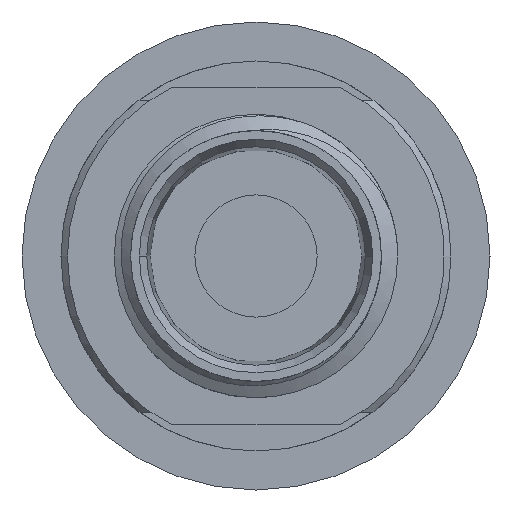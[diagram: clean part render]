
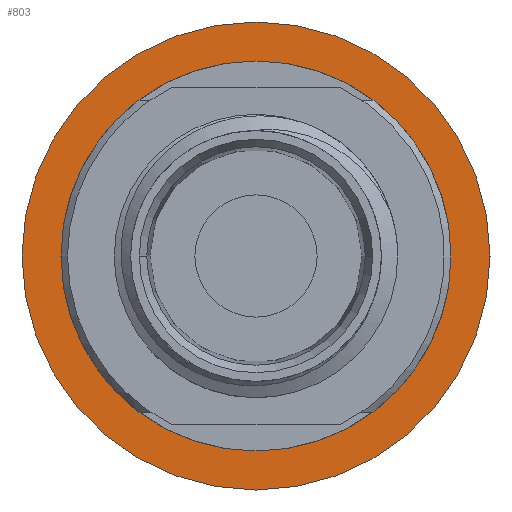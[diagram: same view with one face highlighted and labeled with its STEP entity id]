
A CAD part, left-side view. The second image highlights one B-rep face of the part: STEP entity #803.
In plain terms, the highlighted planar face has unit normal (-1, 0, 0).
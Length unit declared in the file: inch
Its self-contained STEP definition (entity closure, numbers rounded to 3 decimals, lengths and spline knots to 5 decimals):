
#34 = CARTESIAN_POINT ( 'NONE',  ( 0., 0.12598, 0. ) ) ;
#468 = ORIENTED_EDGE ( 'NONE', *, *, #1410, .T. ) ;
#708 = VERTEX_POINT ( 'NONE', #4658 ) ;
#746 = VERTEX_POINT ( 'NONE', #2088 ) ;
#803 = ADVANCED_FACE ( 'NONE', ( #5687, #2119 ), #2448, .T. ) ;
#888 = ORIENTED_EDGE ( 'NONE', *, *, #909, .T. ) ;
#909 = EDGE_CURVE ( 'NONE', #746, #1237, #1729, .T. ) ;
#1237 = VERTEX_POINT ( 'NONE', #34 ) ;
#1284 = ORIENTED_EDGE ( 'NONE', *, *, #4001, .T. ) ;
#1285 = AXIS2_PLACEMENT_3D ( 'NONE', #3487, #1761, #4914 ) ;
#1304 = CARTESIAN_POINT ( 'NONE',  ( 0., 0., 0. ) ) ;
#1410 = EDGE_CURVE ( 'NONE', #1237, #708, #2841, .T. ) ;
#1663 = EDGE_CURVE ( 'NONE', #3572, #2378, #3122, .T. ) ;
#1729 = CIRCLE ( 'NONE', #5555, 0.12598 ) ;
#1761 = DIRECTION ( 'NONE',  ( -1., 0., 0. ) ) ;
#1900 = CARTESIAN_POINT ( 'NONE',  ( 0., 0.35433, 0. ) ) ;
#2065 = CARTESIAN_POINT ( 'NONE',  ( 0., 0., 0. ) ) ;
#2088 = CARTESIAN_POINT ( 'NONE',  ( 0., 0., -0.12598 ) ) ;
#2119 = FACE_OUTER_BOUND ( 'NONE', #3225, .T. ) ;
#2142 = EDGE_LOOP ( 'NONE', ( #1284, #888, #468 ) ) ;
#2205 = DIRECTION ( 'NONE',  ( 1., 0., 0. ) ) ;
#2378 = VERTEX_POINT ( 'NONE', #2791 ) ;
#2448 = PLANE ( 'NONE',  #4160 ) ;
#2470 = DIRECTION ( 'NONE',  ( 0., 1., 0. ) ) ;
#2791 = CARTESIAN_POINT ( 'NONE',  ( 0., -0.35433, 0. ) ) ;
#2841 = CIRCLE ( 'NONE', #4152, 0.12598 ) ;
#2897 = ORIENTED_EDGE ( 'NONE', *, *, #4467, .T. ) ;
#2915 = DIRECTION ( 'NONE',  ( -1., 0., 0. ) ) ;
#3122 = CIRCLE ( 'NONE', #5363, 0.35433 ) ;
#3225 = EDGE_LOOP ( 'NONE', ( #2897, #5690 ) ) ;
#3487 = CARTESIAN_POINT ( 'NONE',  ( 0., 0., 0. ) ) ;
#3572 = VERTEX_POINT ( 'NONE', #1900 ) ;
#3661 = DIRECTION ( 'NONE',  ( 0., 1., 0. ) ) ;
#3672 = DIRECTION ( 'NONE',  ( 0., -1., 0. ) ) ;
#3709 = CIRCLE ( 'NONE', #1285, 0.35433 ) ;
#3750 = DIRECTION ( 'NONE',  ( 1., 0., 0. ) ) ;
#3798 = CIRCLE ( 'NONE', #5767, 0.12598 ) ;
#4001 = EDGE_CURVE ( 'NONE', #708, #746, #3798, .T. ) ;
#4115 = DIRECTION ( 'NONE',  ( 1., 0., 0. ) ) ;
#4152 = AXIS2_PLACEMENT_3D ( 'NONE', #4165, #3750, #2470 ) ;
#4160 = AXIS2_PLACEMENT_3D ( 'NONE', #2065, #2915, #5576 ) ;
#4165 = CARTESIAN_POINT ( 'NONE',  ( 0., 0., 0. ) ) ;
#4467 = EDGE_CURVE ( 'NONE', #3572, #2378, #3709, .T. ) ;
#4511 = CARTESIAN_POINT ( 'NONE',  ( 0., 0., 0. ) ) ;
#4658 = CARTESIAN_POINT ( 'NONE',  ( 0., -0.12598, 0. ) ) ;
#4844 = DIRECTION ( 'NONE',  ( 0., -1., 0. ) ) ;
#4914 = DIRECTION ( 'NONE',  ( 0., 1., 0. ) ) ;
#5035 = CARTESIAN_POINT ( 'NONE',  ( 0., 0., 0. ) ) ;
#5363 = AXIS2_PLACEMENT_3D ( 'NONE', #4511, #2205, #3661 ) ;
#5555 = AXIS2_PLACEMENT_3D ( 'NONE', #1304, #5667, #4844 ) ;
#5576 = DIRECTION ( 'NONE',  ( 0., 0., 1. ) ) ;
#5667 = DIRECTION ( 'NONE',  ( 1., 0., 0. ) ) ;
#5687 = FACE_BOUND ( 'NONE', #2142, .T. ) ;
#5690 = ORIENTED_EDGE ( 'NONE', *, *, #1663, .F. ) ;
#5767 = AXIS2_PLACEMENT_3D ( 'NONE', #5035, #4115, #3672 ) ;
